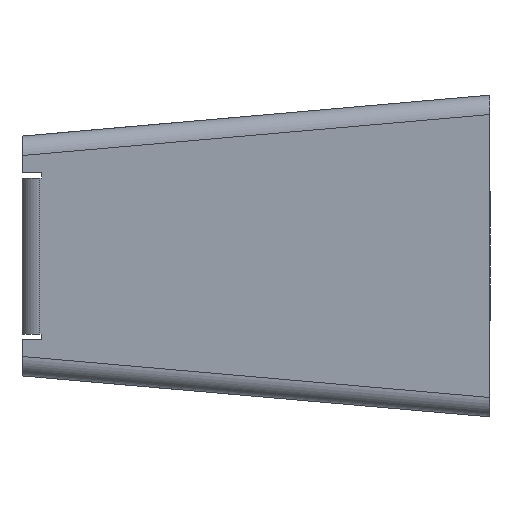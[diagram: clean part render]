
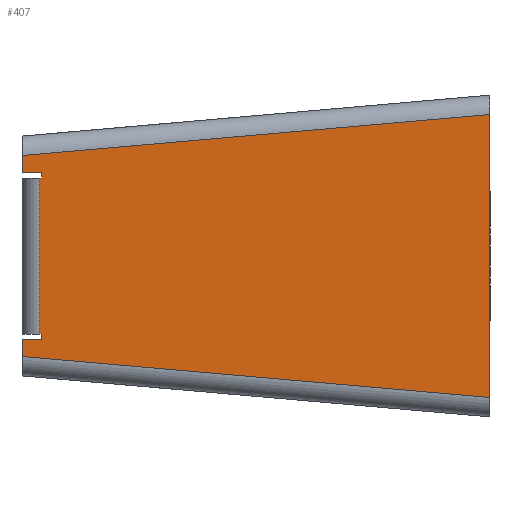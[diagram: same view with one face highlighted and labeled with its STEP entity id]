
A CAD part, left-side view. The second image highlights one B-rep face of the part: STEP entity #407.
In plain terms, the highlighted planar face has unit normal (-0.996, 0.087, 0).
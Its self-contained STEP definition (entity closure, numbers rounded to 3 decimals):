
#15 = VECTOR ( 'NONE', #877, 1000. ) ;
#24 = EDGE_CURVE ( 'NONE', #816, #1432, #243, .T. ) ;
#31 = CARTESIAN_POINT ( 'NONE',  ( -82.988, 23., -4. ) ) ;
#44 = EDGE_CURVE ( 'NONE', #839, #1420, #573, .T. ) ;
#45 = VECTOR ( 'NONE', #1274, 1000. ) ;
#76 = VERTEX_POINT ( 'NONE', #1357 ) ;
#100 = VECTOR ( 'NONE', #1306, 1000. ) ;
#136 = VECTOR ( 'NONE', #303, 1000. ) ;
#155 = CARTESIAN_POINT ( 'NONE',  ( -82.988, 23., 8.25 ) ) ;
#168 = CARTESIAN_POINT ( 'NONE',  ( -82.988, 23., -4.3 ) ) ;
#173 = CARTESIAN_POINT ( 'NONE',  ( -82.9, 24., 8.25 ) ) ;
#194 = LINE ( 'NONE', #567, #1466 ) ;
#243 = LINE ( 'NONE', #474, #100 ) ;
#260 = LINE ( 'NONE', #281, #793 ) ;
#274 = DIRECTION ( 'NONE',  ( -0.087, -0.992, -0.087 ) ) ;
#281 = CARTESIAN_POINT ( 'NONE',  ( -82.9, 24., -4. ) ) ;
#283 = CARTESIAN_POINT ( 'NONE',  ( -82.9, 24., 8.25 ) ) ;
#300 = LINE ( 'NONE', #791, #1255 ) ;
#303 = DIRECTION ( 'NONE',  ( 0.087, 0.996, 0. ) ) ;
#310 = EDGE_CURVE ( 'NONE', #1031, #845, #1487, .T. ) ;
#314 = ORIENTED_EDGE ( 'NONE', *, *, #1029, .T. ) ;
#407 = ADVANCED_FACE ( 'NONE', ( #1262 ), #1269, .F. ) ;
#436 = CARTESIAN_POINT ( 'NONE',  ( -85., 0., 7.254 ) ) ;
#469 = EDGE_CURVE ( 'NONE', #1476, #1293, #300, .T. ) ;
#474 = CARTESIAN_POINT ( 'NONE',  ( -85., 0., 8.25 ) ) ;
#499 = LINE ( 'NONE', #1331, #15 ) ;
#536 = DIRECTION ( 'NONE',  ( 0., 0., -1. ) ) ;
#563 = CARTESIAN_POINT ( 'NONE',  ( -82.9, 24., -5.154 ) ) ;
#567 = CARTESIAN_POINT ( 'NONE',  ( -82.9, 24., 8.25 ) ) ;
#573 = LINE ( 'NONE', #1468, #1404 ) ;
#576 = EDGE_CURVE ( 'NONE', #765, #76, #194, .T. ) ;
#583 = ORIENTED_EDGE ( 'NONE', *, *, #867, .T. ) ;
#592 = ORIENTED_EDGE ( 'NONE', *, *, #1393, .T. ) ;
#672 = CARTESIAN_POINT ( 'NONE',  ( -82.9, 24., -4.3 ) ) ;
#727 = CARTESIAN_POINT ( 'NONE',  ( -82.9, 24., -4.3 ) ) ;
#765 = VERTEX_POINT ( 'NONE', #1505 ) ;
#772 = DIRECTION ( 'NONE',  ( -0.087, -0.996, 0. ) ) ;
#781 = EDGE_LOOP ( 'NONE', ( #583, #813, #941, #1428, #1580, #911, #1594, #1319, #592, #1537, #314, #1157 ) ) ;
#789 = EDGE_CURVE ( 'NONE', #845, #1432, #1261, .T. ) ;
#791 = CARTESIAN_POINT ( 'NONE',  ( -82.988, 23., 8.25 ) ) ;
#793 = VECTOR ( 'NONE', #772, 1000. ) ;
#810 = EDGE_CURVE ( 'NONE', #1420, #1476, #260, .T. ) ;
#813 = ORIENTED_EDGE ( 'NONE', *, *, #44, .T. ) ;
#815 = CARTESIAN_POINT ( 'NONE',  ( -82.98, 23.087, 4. ) ) ;
#816 = VERTEX_POINT ( 'NONE', #436 ) ;
#832 = CARTESIAN_POINT ( 'NONE',  ( -82.988, 23., 4. ) ) ;
#835 = CARTESIAN_POINT ( 'NONE',  ( -82.988, 23., 4.3 ) ) ;
#839 = VERTEX_POINT ( 'NONE', #815 ) ;
#845 = VERTEX_POINT ( 'NONE', #563 ) ;
#867 = EDGE_CURVE ( 'NONE', #1547, #839, #1060, .T. ) ;
#877 = DIRECTION ( 'NONE',  ( 0.087, 0.992, -0.087 ) ) ;
#911 = ORIENTED_EDGE ( 'NONE', *, *, #310, .T. ) ;
#914 = DIRECTION ( 'NONE',  ( 0.087, 0.996, 0. ) ) ;
#941 = ORIENTED_EDGE ( 'NONE', *, *, #810, .T. ) ;
#948 = VECTOR ( 'NONE', #1143, 1000. ) ;
#958 = VERTEX_POINT ( 'NONE', #835 ) ;
#1005 = LINE ( 'NONE', #155, #45 ) ;
#1029 = EDGE_CURVE ( 'NONE', #76, #958, #1588, .T. ) ;
#1031 = VERTEX_POINT ( 'NONE', #727 ) ;
#1043 = DIRECTION ( 'NONE',  ( 0., 0., -1. ) ) ;
#1056 = DIRECTION ( 'NONE',  ( 0., 0., -1. ) ) ;
#1060 = LINE ( 'NONE', #1290, #948 ) ;
#1123 = AXIS2_PLACEMENT_3D ( 'NONE', #173, #1410, #914 ) ;
#1143 = DIRECTION ( 'NONE',  ( 0.087, 0.996, 0. ) ) ;
#1157 = ORIENTED_EDGE ( 'NONE', *, *, #1248, .T. ) ;
#1164 = VECTOR ( 'NONE', #1341, 1000. ) ;
#1173 = VECTOR ( 'NONE', #536, 1000. ) ;
#1248 = EDGE_CURVE ( 'NONE', #958, #1547, #1005, .T. ) ;
#1255 = VECTOR ( 'NONE', #1043, 1000. ) ;
#1261 = LINE ( 'NONE', #1390, #1494 ) ;
#1262 = FACE_OUTER_BOUND ( 'NONE', #781, .T. ) ;
#1269 = PLANE ( 'NONE',  #1123 ) ;
#1274 = DIRECTION ( 'NONE',  ( 0., 0., -1. ) ) ;
#1280 = LINE ( 'NONE', #672, #136 ) ;
#1290 = CARTESIAN_POINT ( 'NONE',  ( -82.9, 24., 4. ) ) ;
#1293 = VERTEX_POINT ( 'NONE', #168 ) ;
#1306 = DIRECTION ( 'NONE',  ( 0., 0., -1. ) ) ;
#1319 = ORIENTED_EDGE ( 'NONE', *, *, #24, .F. ) ;
#1320 = CARTESIAN_POINT ( 'NONE',  ( -82.98, 23.087, -4. ) ) ;
#1331 = CARTESIAN_POINT ( 'NONE',  ( -82.908, 23.914, 5.162 ) ) ;
#1340 = CARTESIAN_POINT ( 'NONE',  ( -85., 0., -7.254 ) ) ;
#1341 = DIRECTION ( 'NONE',  ( -0.087, -0.996, 0. ) ) ;
#1342 = DIRECTION ( 'NONE',  ( 0., 0., -1. ) ) ;
#1357 = CARTESIAN_POINT ( 'NONE',  ( -82.9, 24., 4.3 ) ) ;
#1390 = CARTESIAN_POINT ( 'NONE',  ( -85.008, -0.086, -7.261 ) ) ;
#1393 = EDGE_CURVE ( 'NONE', #816, #765, #499, .T. ) ;
#1404 = VECTOR ( 'NONE', #1342, 1000. ) ;
#1410 = DIRECTION ( 'NONE',  ( 0.996, -0.087, 0. ) ) ;
#1420 = VERTEX_POINT ( 'NONE', #1320 ) ;
#1428 = ORIENTED_EDGE ( 'NONE', *, *, #469, .T. ) ;
#1432 = VERTEX_POINT ( 'NONE', #1340 ) ;
#1465 = CARTESIAN_POINT ( 'NONE',  ( -82.9, 24., 4.3 ) ) ;
#1466 = VECTOR ( 'NONE', #1056, 1000. ) ;
#1468 = CARTESIAN_POINT ( 'NONE',  ( -82.98, 23.087, 8.25 ) ) ;
#1476 = VERTEX_POINT ( 'NONE', #31 ) ;
#1487 = LINE ( 'NONE', #283, #1173 ) ;
#1494 = VECTOR ( 'NONE', #274, 1000. ) ;
#1505 = CARTESIAN_POINT ( 'NONE',  ( -82.9, 24., 5.154 ) ) ;
#1537 = ORIENTED_EDGE ( 'NONE', *, *, #576, .T. ) ;
#1547 = VERTEX_POINT ( 'NONE', #832 ) ;
#1553 = EDGE_CURVE ( 'NONE', #1293, #1031, #1280, .T. ) ;
#1580 = ORIENTED_EDGE ( 'NONE', *, *, #1553, .T. ) ;
#1588 = LINE ( 'NONE', #1465, #1164 ) ;
#1594 = ORIENTED_EDGE ( 'NONE', *, *, #789, .T. ) ;
